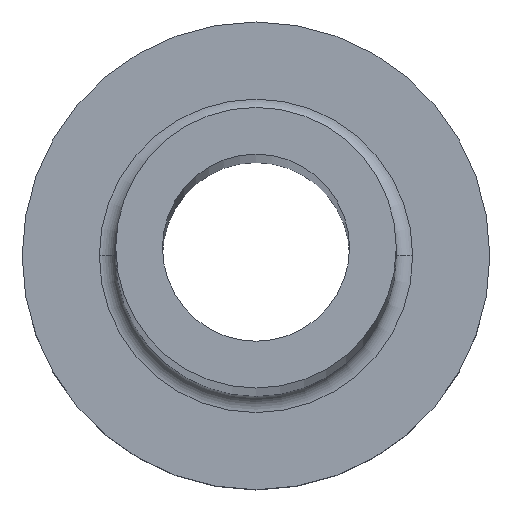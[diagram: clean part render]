
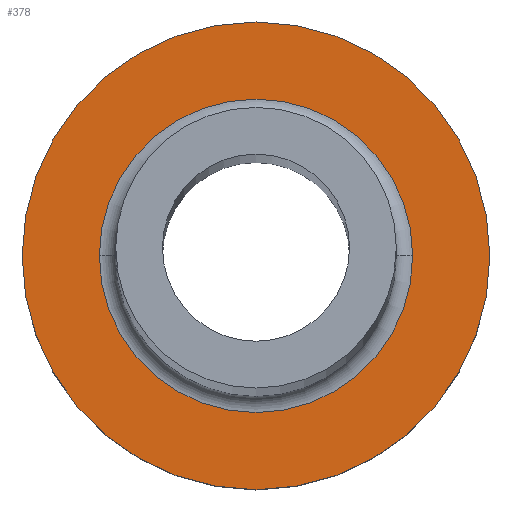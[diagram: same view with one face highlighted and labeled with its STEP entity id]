
A CAD part, top view. The second image highlights one B-rep face of the part: STEP entity #378.
In plain terms, the highlighted planar face has unit normal (0, 0, 1).
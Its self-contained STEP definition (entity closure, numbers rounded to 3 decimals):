
#28 = CIRCLE ( 'NONE', #251, 6.7 ) ;
#31 = DIRECTION ( 'NONE',  ( 1., 0., 0. ) ) ;
#33 = EDGE_CURVE ( 'NONE', #73, #221, #152, .T. ) ;
#52 = CIRCLE ( 'NONE', #216, 6.7 ) ;
#73 = VERTEX_POINT ( 'NONE', #142 ) ;
#103 = PLANE ( 'NONE',  #372 ) ;
#112 = CIRCLE ( 'NONE', #215, 10. ) ;
#121 = EDGE_LOOP ( 'NONE', ( #333, #256 ) ) ;
#122 = CARTESIAN_POINT ( 'NONE',  ( -6.7, 0., 7. ) ) ;
#128 = FACE_BOUND ( 'NONE', #214, .T. ) ;
#134 = AXIS2_PLACEMENT_3D ( 'NONE', #321, #211, #270 ) ;
#142 = CARTESIAN_POINT ( 'NONE',  ( 10., 0., 7. ) ) ;
#143 = EDGE_CURVE ( 'NONE', #276, #259, #28, .T. ) ;
#152 = CIRCLE ( 'NONE', #134, 10. ) ;
#166 = DIRECTION ( 'NONE',  ( 1., 0., 0. ) ) ;
#186 = CARTESIAN_POINT ( 'NONE',  ( 6.7, 0., 7. ) ) ;
#194 = DIRECTION ( 'NONE',  ( 0., 0., 1. ) ) ;
#208 = CARTESIAN_POINT ( 'NONE',  ( 0., 0., 7. ) ) ;
#211 = DIRECTION ( 'NONE',  ( 0., 0., 1. ) ) ;
#214 = EDGE_LOOP ( 'NONE', ( #371, #231 ) ) ;
#215 = AXIS2_PLACEMENT_3D ( 'NONE', #326, #307, #330 ) ;
#216 = AXIS2_PLACEMENT_3D ( 'NONE', #242, #365, #31 ) ;
#221 = VERTEX_POINT ( 'NONE', #357 ) ;
#230 = CARTESIAN_POINT ( 'NONE',  ( 0., 0., 7. ) ) ;
#231 = ORIENTED_EDGE ( 'NONE', *, *, #343, .T. ) ;
#242 = CARTESIAN_POINT ( 'NONE',  ( 0., 0., 7. ) ) ;
#251 = AXIS2_PLACEMENT_3D ( 'NONE', #208, #353, #293 ) ;
#256 = ORIENTED_EDGE ( 'NONE', *, *, #33, .T. ) ;
#259 = VERTEX_POINT ( 'NONE', #122 ) ;
#270 = DIRECTION ( 'NONE',  ( 1., 0., 0. ) ) ;
#276 = VERTEX_POINT ( 'NONE', #186 ) ;
#289 = EDGE_CURVE ( 'NONE', #221, #73, #112, .T. ) ;
#293 = DIRECTION ( 'NONE',  ( 1., 0., 0. ) ) ;
#307 = DIRECTION ( 'NONE',  ( 0., 0., 1. ) ) ;
#321 = CARTESIAN_POINT ( 'NONE',  ( 0., 0., 7. ) ) ;
#326 = CARTESIAN_POINT ( 'NONE',  ( 0., 0., 7. ) ) ;
#330 = DIRECTION ( 'NONE',  ( 1., 0., 0. ) ) ;
#333 = ORIENTED_EDGE ( 'NONE', *, *, #289, .T. ) ;
#343 = EDGE_CURVE ( 'NONE', #259, #276, #52, .T. ) ;
#353 = DIRECTION ( 'NONE',  ( 0., 0., -1. ) ) ;
#357 = CARTESIAN_POINT ( 'NONE',  ( -10., 0., 7. ) ) ;
#365 = DIRECTION ( 'NONE',  ( 0., 0., -1. ) ) ;
#367 = FACE_OUTER_BOUND ( 'NONE', #121, .T. ) ;
#371 = ORIENTED_EDGE ( 'NONE', *, *, #143, .T. ) ;
#372 = AXIS2_PLACEMENT_3D ( 'NONE', #230, #194, #166 ) ;
#378 = ADVANCED_FACE ( 'NONE', ( #128, #367 ), #103, .T. ) ;
